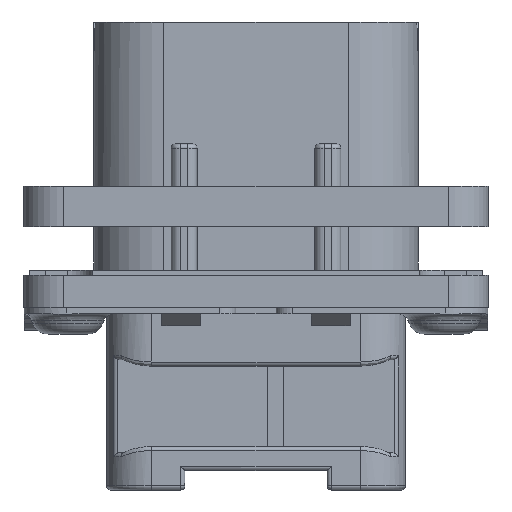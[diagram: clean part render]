
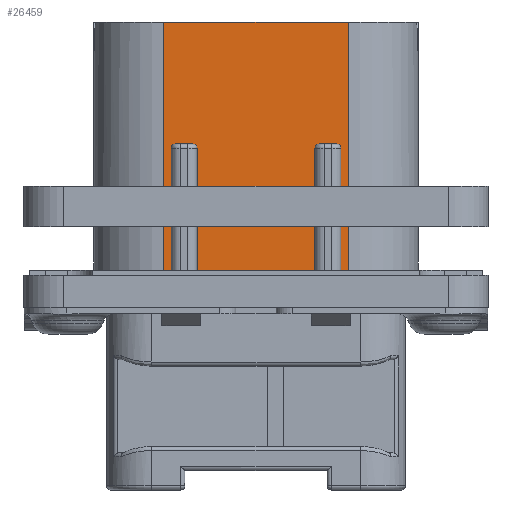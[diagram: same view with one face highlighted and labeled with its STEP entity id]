
A CAD part, front view. The second image highlights one B-rep face of the part: STEP entity #26459.
In plain terms, the highlighted planar face has unit normal (0, -1, 0).
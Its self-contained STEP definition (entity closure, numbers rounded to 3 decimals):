
#1218=DIRECTION('',(1.,0.,0.));
#1219=VECTOR('',#1218,11.4);
#1220=CARTESIAN_POINT('',(-5.7,-9.,17.67));
#1221=LINE('',#1220,#1219);
#1433=DIRECTION('',(0.,0.,-1.));
#1434=VECTOR('',#1433,7.87);
#1435=CARTESIAN_POINT('',(5.25,-9.,9.87));
#1436=LINE('',#1435,#1434);
#1437=DIRECTION('',(-1.,0.,0.));
#1438=VECTOR('',#1437,1.1);
#1439=CARTESIAN_POINT('',(5.,-9.,10.12));
#1440=LINE('',#1439,#1438);
#1441=DIRECTION('',(0.,0.,-1.));
#1442=VECTOR('',#1441,7.87);
#1443=CARTESIAN_POINT('',(3.65,-9.,9.87));
#1444=LINE('',#1443,#1442);
#1445=DIRECTION('',(0.,0.,-1.));
#1446=VECTOR('',#1445,7.87);
#1447=CARTESIAN_POINT('',(-3.65,-9.,9.87));
#1448=LINE('',#1447,#1446);
#1449=DIRECTION('',(-1.,0.,0.));
#1450=VECTOR('',#1449,1.1);
#1451=CARTESIAN_POINT('',(-3.9,-9.,10.12));
#1452=LINE('',#1451,#1450);
#1453=DIRECTION('',(0.,0.,-1.));
#1454=VECTOR('',#1453,7.87);
#1455=CARTESIAN_POINT('',(-5.25,-9.,9.87));
#1456=LINE('',#1455,#1454);
#1457=DIRECTION('',(0.,0.,-1.));
#1458=VECTOR('',#1457,15.67);
#1459=CARTESIAN_POINT('',(-5.7,-9.,17.67));
#1460=LINE('',#1459,#1458);
#1461=DIRECTION('',(0.,0.,-1.));
#1462=VECTOR('',#1461,15.67);
#1463=CARTESIAN_POINT('',(5.7,-9.,17.67));
#1464=LINE('',#1463,#1462);
#1478=CARTESIAN_POINT('',(5.,-9.,9.87));
#1479=DIRECTION('',(0.,1.,0.));
#1480=DIRECTION('',(0.,0.,1.));
#1481=AXIS2_PLACEMENT_3D('',#1478,#1479,#1480);
#1583=DIRECTION('',(1.,0.,0.));
#1584=VECTOR('',#1583,0.45);
#1585=CARTESIAN_POINT('',(5.25,-9.,2.));
#1586=LINE('',#1585,#1584);
#1806=DIRECTION('',(1.,0.,0.));
#1807=VECTOR('',#1806,0.45);
#1808=CARTESIAN_POINT('',(-5.7,-9.,2.));
#1809=LINE('',#1808,#1807);
#1818=CARTESIAN_POINT('',(-5.,-9.,9.87));
#1819=DIRECTION('',(0.,1.,0.));
#1820=DIRECTION('',(-1.,0.,0.));
#1821=AXIS2_PLACEMENT_3D('',#1818,#1819,#1820);
#1850=CARTESIAN_POINT('',(-3.9,-9.,9.87));
#1851=DIRECTION('',(0.,1.,0.));
#1852=DIRECTION('',(0.,0.,1.));
#1853=AXIS2_PLACEMENT_3D('',#1850,#1851,#1852);
#1871=DIRECTION('',(1.,0.,0.));
#1872=VECTOR('',#1871,7.3);
#1873=CARTESIAN_POINT('',(-3.65,-9.,2.));
#1874=LINE('',#1873,#1872);
#1922=CARTESIAN_POINT('',(3.9,-9.,9.87));
#1923=DIRECTION('',(0.,1.,0.));
#1924=DIRECTION('',(-1.,0.,0.));
#1925=AXIS2_PLACEMENT_3D('',#1922,#1923,#1924);
#21107=CARTESIAN_POINT('',(-5.7,-9.,17.67));
#21108=CARTESIAN_POINT('',(-5.7,-9.,2.));
#21109=VERTEX_POINT('',#21107);
#21110=VERTEX_POINT('',#21108);
#21111=CARTESIAN_POINT('',(5.7,-9.,17.67));
#21112=CARTESIAN_POINT('',(5.7,-9.,2.));
#21113=VERTEX_POINT('',#21111);
#21114=VERTEX_POINT('',#21112);
#23082=CARTESIAN_POINT('',(-5.25,-9.,2.));
#23083=VERTEX_POINT('',#23082);
#23084=CARTESIAN_POINT('',(-3.65,-9.,2.));
#23085=CARTESIAN_POINT('',(3.65,-9.,2.));
#23086=VERTEX_POINT('',#23084);
#23087=VERTEX_POINT('',#23085);
#23088=CARTESIAN_POINT('',(5.25,-9.,2.));
#23089=VERTEX_POINT('',#23088);
#23131=CARTESIAN_POINT('',(5.25,-9.,9.87));
#23133=VERTEX_POINT('',#23131);
#23135=CARTESIAN_POINT('',(5.,-9.,10.12));
#23137=VERTEX_POINT('',#23135);
#23150=CARTESIAN_POINT('',(3.9,-9.,10.12));
#23151=VERTEX_POINT('',#23150);
#23152=CARTESIAN_POINT('',(3.65,-9.,9.87));
#23153=VERTEX_POINT('',#23152);
#23155=CARTESIAN_POINT('',(-3.65,-9.,9.87));
#23157=VERTEX_POINT('',#23155);
#23159=CARTESIAN_POINT('',(-3.9,-9.,10.12));
#23161=VERTEX_POINT('',#23159);
#23174=CARTESIAN_POINT('',(-5.,-9.,10.12));
#23175=VERTEX_POINT('',#23174);
#23176=CARTESIAN_POINT('',(-5.25,-9.,9.87));
#23177=VERTEX_POINT('',#23176);
#26422=CARTESIAN_POINT('',(-10.05,-9.,2.));
#26423=DIRECTION('',(0.,-1.,0.));
#26424=DIRECTION('',(1.,0.,0.));
#26425=AXIS2_PLACEMENT_3D('',#26422,#26423,#26424);
#26426=PLANE('',#26425);
#26428=ORIENTED_EDGE('',*,*,#26427,.F.);
#26430=ORIENTED_EDGE('',*,*,#26429,.F.);
#26432=ORIENTED_EDGE('',*,*,#26431,.T.);
#26434=ORIENTED_EDGE('',*,*,#26433,.F.);
#26436=ORIENTED_EDGE('',*,*,#26435,.T.);
#26438=ORIENTED_EDGE('',*,*,#26437,.F.);
#26440=ORIENTED_EDGE('',*,*,#26439,.F.);
#26442=ORIENTED_EDGE('',*,*,#26441,.F.);
#26444=ORIENTED_EDGE('',*,*,#26443,.T.);
#26446=ORIENTED_EDGE('',*,*,#26445,.F.);
#26448=ORIENTED_EDGE('',*,*,#26447,.T.);
#26450=ORIENTED_EDGE('',*,*,#26449,.F.);
#26452=ORIENTED_EDGE('',*,*,#26451,.F.);
#26453=ORIENTED_EDGE('',*,*,#26311,.T.);
#26454=ORIENTED_EDGE('',*,*,#26221,.T.);
#26456=ORIENTED_EDGE('',*,*,#26455,.F.);
#26457=EDGE_LOOP('',(#26428,#26430,#26432,#26434,#26436,#26438,#26440,#26442,
#26444,#26446,#26448,#26450,#26452,#26453,#26454,#26456));
#26458=FACE_OUTER_BOUND('',#26457,.F.);
#26459=ADVANCED_FACE('',(#26458),#26426,.T.);
#1482=CIRCLE('',#1481,0.25);
#1822=CIRCLE('',#1821,0.25);
#1854=CIRCLE('',#1853,0.25);
#1926=CIRCLE('',#1925,0.25);
#26221=EDGE_CURVE('',#21113,#21114,#1464,.T.);
#26311=EDGE_CURVE('',#21109,#21113,#1221,.T.);
#26427=EDGE_CURVE('',#23133,#23089,#1436,.T.);
#26429=EDGE_CURVE('',#23137,#23133,#1482,.T.);
#26431=EDGE_CURVE('',#23137,#23151,#1440,.T.);
#26433=EDGE_CURVE('',#23153,#23151,#1926,.T.);
#26435=EDGE_CURVE('',#23153,#23087,#1444,.T.);
#26437=EDGE_CURVE('',#23086,#23087,#1874,.T.);
#26439=EDGE_CURVE('',#23157,#23086,#1448,.T.);
#26441=EDGE_CURVE('',#23161,#23157,#1854,.T.);
#26443=EDGE_CURVE('',#23161,#23175,#1452,.T.);
#26445=EDGE_CURVE('',#23177,#23175,#1822,.T.);
#26447=EDGE_CURVE('',#23177,#23083,#1456,.T.);
#26449=EDGE_CURVE('',#21110,#23083,#1809,.T.);
#26451=EDGE_CURVE('',#21109,#21110,#1460,.T.);
#26455=EDGE_CURVE('',#23089,#21114,#1586,.T.);
